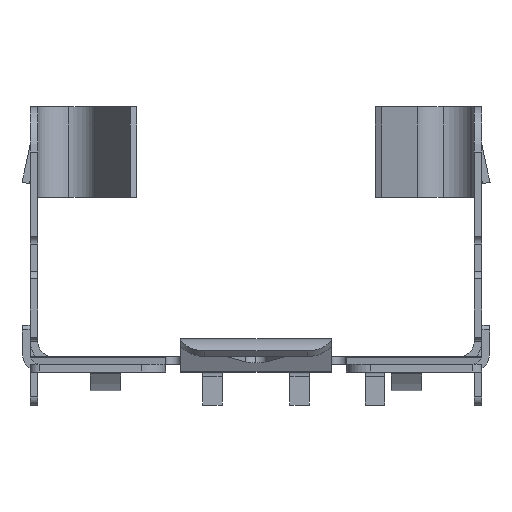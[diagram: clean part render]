
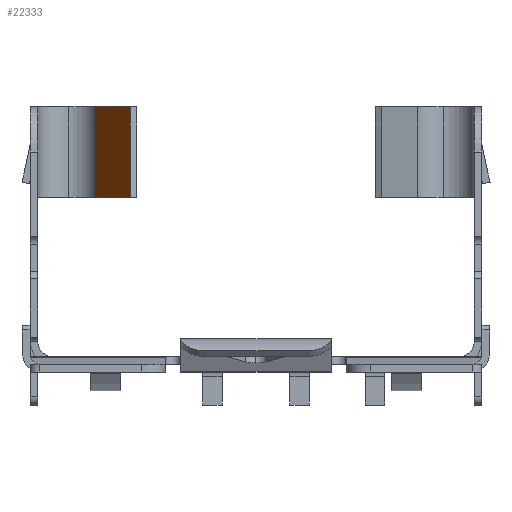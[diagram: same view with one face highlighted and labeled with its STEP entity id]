
A CAD part, left-side view. The second image highlights one B-rep face of the part: STEP entity #22333.
In plain terms, the highlighted planar face has unit normal (-0.479, 0.878, 0).
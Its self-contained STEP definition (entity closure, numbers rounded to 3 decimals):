
#22096=CARTESIAN_POINT('',(3.038,4.183,5.804));
#22097=VERTEX_POINT('',#22096);
#22104=CARTESIAN_POINT('',(5.184,5.353,5.804));
#22105=VERTEX_POINT('',#22104);
#22106=CARTESIAN_POINT('',(5.184,5.353,5.804));
#22107=DIRECTION('',(-0.878,-0.479,0.0));
#22108=VECTOR('',#22107,2.444);
#22109=LINE('',#22106,#22108);
#22110=EDGE_CURVE('',#22105,#22097,#22109,.T.);
#22155=CARTESIAN_POINT('',(5.184,5.353,8.804));
#22156=VERTEX_POINT('',#22155);
#22164=CARTESIAN_POINT('',(3.038,4.183,8.804));
#22165=VERTEX_POINT('',#22164);
#22166=CARTESIAN_POINT('',(5.184,5.353,8.804));
#22167=DIRECTION('',(-0.878,-0.479,0.0));
#22168=VECTOR('',#22167,2.444);
#22169=LINE('',#22166,#22168);
#22170=EDGE_CURVE('',#22156,#22165,#22169,.T.);
#22305=CARTESIAN_POINT('',(3.038,4.183,8.804));
#22306=DIRECTION('',(0.0,0.0,-1.0));
#22307=VECTOR('',#22306,3.);
#22308=LINE('',#22305,#22307);
#22309=EDGE_CURVE('',#22165,#22097,#22308,.T.);
#22317=CARTESIAN_POINT('',(5.291,5.412,5.654));
#22318=DIRECTION('',(-0.479,0.878,0.));
#22319=DIRECTION('',(-0.878,-0.479,0.));
#22320=AXIS2_PLACEMENT_3D('',#22317,#22318,#22319);
#22321=PLANE('',#22320);
#22322=CARTESIAN_POINT('',(5.184,5.353,8.804));
#22323=DIRECTION('',(0.0,0.0,-1.0));
#22324=VECTOR('',#22323,3.);
#22325=LINE('',#22322,#22324);
#22326=EDGE_CURVE('',#22156,#22105,#22325,.T.);
#22327=ORIENTED_EDGE('',*,*,#22326,.T.);
#22328=ORIENTED_EDGE('',*,*,#22110,.T.);
#22329=ORIENTED_EDGE('',*,*,#22309,.F.);
#22330=ORIENTED_EDGE('',*,*,#22170,.F.);
#22331=EDGE_LOOP('',(#22327,#22328,#22329,#22330));
#22332=FACE_OUTER_BOUND('',#22331,.T.);
#22333=ADVANCED_FACE('',(#22332),#22321,.T.);
